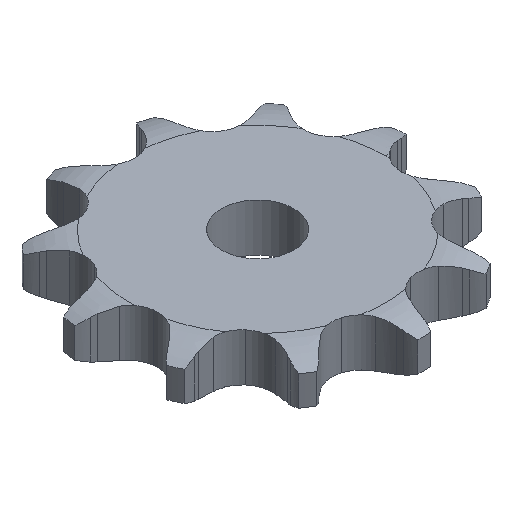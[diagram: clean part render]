
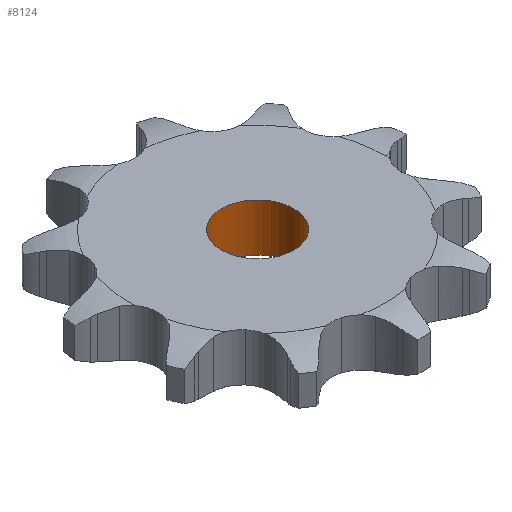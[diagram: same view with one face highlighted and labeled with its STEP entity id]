
A CAD part, isometric view. The second image highlights one B-rep face of the part: STEP entity #8124.
In plain terms, the highlighted cylindrical face has radius 4 mm (diameter 8 mm), a full revolution.
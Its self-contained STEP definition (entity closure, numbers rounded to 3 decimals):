
#452 = PLANE('',#453);
#453 = AXIS2_PLACEMENT_3D('',#454,#455,#456);
#454 = CARTESIAN_POINT('',(0.,0.,5.3));
#455 = DIRECTION('',(-0.,-0.,-1.));
#456 = DIRECTION('',(-1.,0.,0.));
#658 = PLANE('',#659);
#659 = AXIS2_PLACEMENT_3D('',#660,#661,#662);
#660 = CARTESIAN_POINT('',(0.,0.,0.));
#661 = DIRECTION('',(-0.,-0.,-1.));
#662 = DIRECTION('',(-1.,0.,0.));
#2017 = EDGE_CURVE('',#2018,#2018,#2020,.T.);
#2018 = VERTEX_POINT('',#2019);
#2019 = CARTESIAN_POINT('',(4.,0.,5.3));
#2020 = SURFACE_CURVE('',#2021,(#2026,#2037),.PCURVE_S1.);
#2021 = CIRCLE('',#2022,4.);
#2022 = AXIS2_PLACEMENT_3D('',#2023,#2024,#2025);
#2023 = CARTESIAN_POINT('',(0.,0.,5.3));
#2024 = DIRECTION('',(0.,0.,1.));
#2025 = DIRECTION('',(1.,0.,0.));
#2026 = PCURVE('',#452,#2027);
#2027 = DEFINITIONAL_REPRESENTATION('',(#2028),#2036);
#2028 = ( BOUNDED_CURVE() B_SPLINE_CURVE(2,(#2029,#2030,#2031,#2032,
#2033,#2034,#2035),.UNSPECIFIED.,.T.,.F.) B_SPLINE_CURVE_WITH_KNOTS((1,2
    ,2,2,2,1),(-2.094,0.,2.094,4.189,
6.283,8.378),.UNSPECIFIED.) CURVE() 
GEOMETRIC_REPRESENTATION_ITEM() RATIONAL_B_SPLINE_CURVE((1.,0.5,1.,0.5,
1.,0.5,1.)) REPRESENTATION_ITEM('') );
#2029 = CARTESIAN_POINT('',(-4.,0.));
#2030 = CARTESIAN_POINT('',(-4.,6.928));
#2031 = CARTESIAN_POINT('',(2.,3.464));
#2032 = CARTESIAN_POINT('',(8.,0.));
#2033 = CARTESIAN_POINT('',(2.,-3.464));
#2034 = CARTESIAN_POINT('',(-4.,-6.928));
#2035 = CARTESIAN_POINT('',(-4.,0.));
#2036 = ( GEOMETRIC_REPRESENTATION_CONTEXT(2) 
PARAMETRIC_REPRESENTATION_CONTEXT() REPRESENTATION_CONTEXT('2D SPACE',''
  ) );
#2037 = PCURVE('',#2038,#2043);
#2038 = CYLINDRICAL_SURFACE('',#2039,4.);
#2039 = AXIS2_PLACEMENT_3D('',#2040,#2041,#2042);
#2040 = CARTESIAN_POINT('',(0.,0.,61.745));
#2041 = DIRECTION('',(0.,0.,1.));
#2042 = DIRECTION('',(1.,0.,0.));
#2043 = DEFINITIONAL_REPRESENTATION('',(#2044),#2048);
#2044 = LINE('',#2045,#2046);
#2045 = CARTESIAN_POINT('',(0.,-56.445));
#2046 = VECTOR('',#2047,1.);
#2047 = DIRECTION('',(1.,0.));
#2048 = ( GEOMETRIC_REPRESENTATION_CONTEXT(2) 
PARAMETRIC_REPRESENTATION_CONTEXT() REPRESENTATION_CONTEXT('2D SPACE',''
  ) );
#3116 = EDGE_CURVE('',#3117,#3117,#3119,.T.);
#3117 = VERTEX_POINT('',#3118);
#3118 = CARTESIAN_POINT('',(4.,0.,0.));
#3119 = SURFACE_CURVE('',#3120,(#3125,#3136),.PCURVE_S1.);
#3120 = CIRCLE('',#3121,4.);
#3121 = AXIS2_PLACEMENT_3D('',#3122,#3123,#3124);
#3122 = CARTESIAN_POINT('',(0.,0.,0.));
#3123 = DIRECTION('',(0.,0.,1.));
#3124 = DIRECTION('',(1.,0.,0.));
#3125 = PCURVE('',#658,#3126);
#3126 = DEFINITIONAL_REPRESENTATION('',(#3127),#3135);
#3127 = ( BOUNDED_CURVE() B_SPLINE_CURVE(2,(#3128,#3129,#3130,#3131,
#3132,#3133,#3134),.UNSPECIFIED.,.T.,.F.) B_SPLINE_CURVE_WITH_KNOTS((1,2
    ,2,2,2,1),(-2.094,0.,2.094,4.189,
6.283,8.378),.UNSPECIFIED.) CURVE() 
GEOMETRIC_REPRESENTATION_ITEM() RATIONAL_B_SPLINE_CURVE((1.,0.5,1.,0.5,
1.,0.5,1.)) REPRESENTATION_ITEM('') );
#3128 = CARTESIAN_POINT('',(-4.,0.));
#3129 = CARTESIAN_POINT('',(-4.,6.928));
#3130 = CARTESIAN_POINT('',(2.,3.464));
#3131 = CARTESIAN_POINT('',(8.,0.));
#3132 = CARTESIAN_POINT('',(2.,-3.464));
#3133 = CARTESIAN_POINT('',(-4.,-6.928));
#3134 = CARTESIAN_POINT('',(-4.,0.));
#3135 = ( GEOMETRIC_REPRESENTATION_CONTEXT(2) 
PARAMETRIC_REPRESENTATION_CONTEXT() REPRESENTATION_CONTEXT('2D SPACE',''
  ) );
#3136 = PCURVE('',#2038,#3137);
#3137 = DEFINITIONAL_REPRESENTATION('',(#3138),#3142);
#3138 = LINE('',#3139,#3140);
#3139 = CARTESIAN_POINT('',(0.,-61.745));
#3140 = VECTOR('',#3141,1.);
#3141 = DIRECTION('',(1.,0.));
#3142 = ( GEOMETRIC_REPRESENTATION_CONTEXT(2) 
PARAMETRIC_REPRESENTATION_CONTEXT() REPRESENTATION_CONTEXT('2D SPACE',''
  ) );
#8124 = ADVANCED_FACE('',(#8125),#2038,.F.);
#8125 = FACE_BOUND('',#8126,.F.);
#8126 = EDGE_LOOP('',(#8127,#8128,#8149,#8150));
#8127 = ORIENTED_EDGE('',*,*,#2017,.F.);
#8128 = ORIENTED_EDGE('',*,*,#8129,.T.);
#8129 = EDGE_CURVE('',#2018,#3117,#8130,.T.);
#8130 = SEAM_CURVE('',#8131,(#8135,#8142),.PCURVE_S1.);
#8131 = LINE('',#8132,#8133);
#8132 = CARTESIAN_POINT('',(4.,0.,61.745));
#8133 = VECTOR('',#8134,1.);
#8134 = DIRECTION('',(-0.,-0.,-1.));
#8135 = PCURVE('',#2038,#8136);
#8136 = DEFINITIONAL_REPRESENTATION('',(#8137),#8141);
#8137 = LINE('',#8138,#8139);
#8138 = CARTESIAN_POINT('',(6.283,0.));
#8139 = VECTOR('',#8140,1.);
#8140 = DIRECTION('',(0.,-1.));
#8141 = ( GEOMETRIC_REPRESENTATION_CONTEXT(2) 
PARAMETRIC_REPRESENTATION_CONTEXT() REPRESENTATION_CONTEXT('2D SPACE',''
  ) );
#8142 = PCURVE('',#2038,#8143);
#8143 = DEFINITIONAL_REPRESENTATION('',(#8144),#8148);
#8144 = LINE('',#8145,#8146);
#8145 = CARTESIAN_POINT('',(0.,0.));
#8146 = VECTOR('',#8147,1.);
#8147 = DIRECTION('',(0.,-1.));
#8148 = ( GEOMETRIC_REPRESENTATION_CONTEXT(2) 
PARAMETRIC_REPRESENTATION_CONTEXT() REPRESENTATION_CONTEXT('2D SPACE',''
  ) );
#8149 = ORIENTED_EDGE('',*,*,#3116,.T.);
#8150 = ORIENTED_EDGE('',*,*,#8129,.F.);
